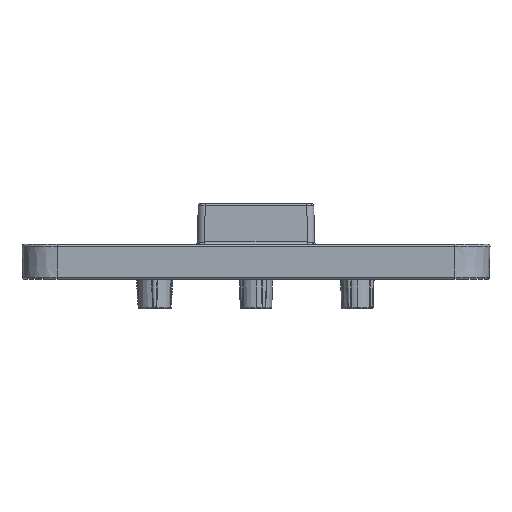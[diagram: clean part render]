
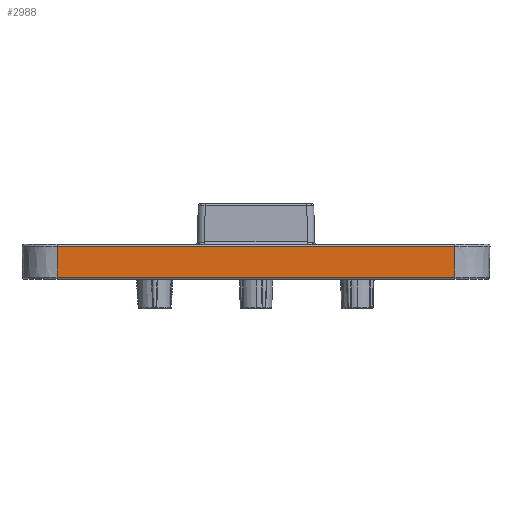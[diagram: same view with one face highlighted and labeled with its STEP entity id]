
A CAD part, left-side view. The second image highlights one B-rep face of the part: STEP entity #2988.
In plain terms, the highlighted planar face has unit normal (-1, 0, -0.018).
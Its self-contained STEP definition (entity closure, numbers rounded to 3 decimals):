
#724 = AXIS2_PLACEMENT_3D ( 'NONE', #5594, #5393, #5510 ) ;
#905 = ORIENTED_EDGE ( 'NONE', *, *, #3064, .T. ) ;
#2058 = VERTEX_POINT ( 'NONE', #6401 ) ;
#2988 = ADVANCED_FACE ( 'NONE', ( #7828 ), #7371, .T. ) ;
#3064 = EDGE_CURVE ( 'NONE', #2058, #5353, #7603, .T. ) ;
#3068 = EDGE_CURVE ( 'NONE', #5353, #7308, #7584, .T. ) ;
#3087 = EDGE_CURVE ( 'NONE', #7308, #9674, #7473, .T. ) ;
#3090 = EDGE_CURVE ( 'NONE', #9674, #2058, #7523, .T. ) ;
#3190 = CARTESIAN_POINT ( 'NONE',  ( -19.951, -17., 0.197 ) ) ;
#3472 = ORIENTED_EDGE ( 'NONE', *, *, #3090, .T. ) ;
#3556 = CARTESIAN_POINT ( 'NONE',  ( -19.996, -17., 2.797 ) ) ;
#4389 = CARTESIAN_POINT ( 'NONE',  ( -19.951, 17., 0.197 ) ) ;
#5278 = EDGE_LOOP ( 'NONE', ( #905, #6728, #5838, #3472 ) ) ;
#5353 = VERTEX_POINT ( 'NONE', #4389 ) ;
#5393 = DIRECTION ( 'NONE',  ( -1., 0., -0.017 ) ) ;
#5510 = DIRECTION ( 'NONE',  ( -0.017, 0., 1. ) ) ;
#5594 = CARTESIAN_POINT ( 'NONE',  ( -20., 0., 3. ) ) ;
#5838 = ORIENTED_EDGE ( 'NONE', *, *, #3087, .T. ) ;
#6401 = CARTESIAN_POINT ( 'NONE',  ( -19.996, 17., 2.797 ) ) ;
#6728 = ORIENTED_EDGE ( 'NONE', *, *, #3068, .T. ) ;
#7308 = VERTEX_POINT ( 'NONE', #3190 ) ;
#7371 = PLANE ( 'NONE',  #724 ) ;
#7405 = DIRECTION ( 'NONE',  ( -0.017, 0., 1. ) ) ;
#7434 = CARTESIAN_POINT ( 'NONE',  ( -20., -17., 3. ) ) ;
#7441 = VECTOR ( 'NONE', #7792, 1000. ) ;
#7461 = VECTOR ( 'NONE', #7405, 1000. ) ;
#7473 = LINE ( 'NONE', #7434, #7461 ) ;
#7523 = LINE ( 'NONE', #7679, #7441 ) ;
#7547 = VECTOR ( 'NONE', #8910, 1000. ) ;
#7584 = LINE ( 'NONE', #8883, #7547 ) ;
#7603 = LINE ( 'NONE', #8773, #7628 ) ;
#7628 = VECTOR ( 'NONE', #8747, 1000. ) ;
#7679 = CARTESIAN_POINT ( 'NONE',  ( -19.996, 0., 2.797 ) ) ;
#7792 = DIRECTION ( 'NONE',  ( 0., 1., 0. ) ) ;
#7828 = FACE_OUTER_BOUND ( 'NONE', #5278, .T. ) ;
#8747 = DIRECTION ( 'NONE',  ( 0.017, 0., -1. ) ) ;
#8773 = CARTESIAN_POINT ( 'NONE',  ( -20., 17., 3. ) ) ;
#8883 = CARTESIAN_POINT ( 'NONE',  ( -19.951, -17., 0.197 ) ) ;
#8910 = DIRECTION ( 'NONE',  ( 0., -1., 0. ) ) ;
#9674 = VERTEX_POINT ( 'NONE', #3556 ) ;
